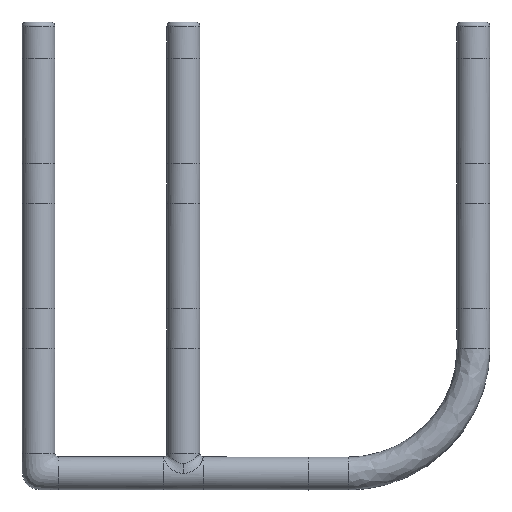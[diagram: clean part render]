
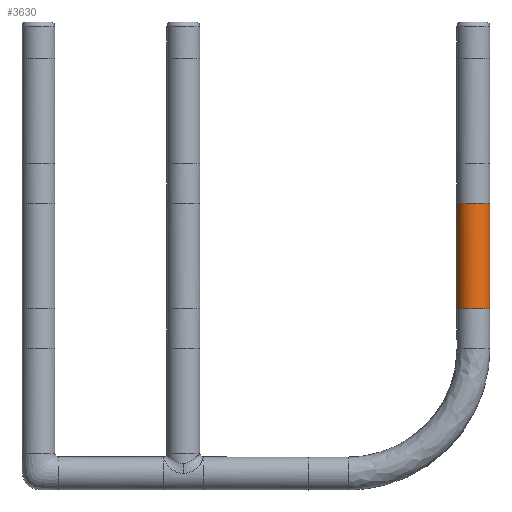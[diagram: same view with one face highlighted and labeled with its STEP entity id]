
A CAD part, top view. The second image highlights one B-rep face of the part: STEP entity #3630.
In plain terms, the highlighted cylindrical face has radius 12.5 mm (diameter 25 mm), a partial arc.
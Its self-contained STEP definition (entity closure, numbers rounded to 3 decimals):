
#3630=ADVANCED_FACE('',(#4030),#9414,.T.);
#4030=FACE_OUTER_BOUND('',#4444,.T.);
#4444=EDGE_LOOP('',(#5069,#5070,#5071,#5072));
#5069=ORIENTED_EDGE('',*,*,#6856,.T.);
#5070=ORIENTED_EDGE('',*,*,#6857,.T.);
#5071=ORIENTED_EDGE('',*,*,#6858,.T.);
#5072=ORIENTED_EDGE('',*,*,#6859,.T.);
#6856=EDGE_CURVE('',#8785,#8786,#8200,.T.);
#6857=EDGE_CURVE('',#8786,#8787,#7775,.T.);
#6858=EDGE_CURVE('',#8787,#8788,#8201,.T.);
#6859=EDGE_CURVE('',#8788,#8785,#7776,.T.);
#7775=(
BOUNDED_CURVE()
B_SPLINE_CURVE(2,(#21518,#21519,#21520,#21521,#21522),.UNSPECIFIED.,.F.,
 .F.)
B_SPLINE_CURVE_WITH_KNOTS((3,2,3),(0.,19.635,39.27),
 .UNSPECIFIED.)
CURVE()
GEOMETRIC_REPRESENTATION_ITEM()
RATIONAL_B_SPLINE_CURVE((1.,0.707,1.,0.707,1.))
REPRESENTATION_ITEM('')
);
#7776=(
BOUNDED_CURVE()
B_SPLINE_CURVE(2,(#21525,#21526,#21527,#21528,#21529),.UNSPECIFIED.,.F.,
 .F.)
B_SPLINE_CURVE_WITH_KNOTS((3,2,3),(0.,19.635,39.27),
 .UNSPECIFIED.)
CURVE()
GEOMETRIC_REPRESENTATION_ITEM()
RATIONAL_B_SPLINE_CURVE((1.,0.707,1.,0.707,1.))
REPRESENTATION_ITEM('')
);
#8200=B_SPLINE_CURVE_WITH_KNOTS('',1,(#21516,#21517),.UNSPECIFIED.,.F.,
 .F.,(2,2),(0.,79.6),.UNSPECIFIED.);
#8201=B_SPLINE_CURVE_WITH_KNOTS('',1,(#21523,#21524),.UNSPECIFIED.,.F.,
 .F.,(2,2),(0.,79.6),.UNSPECIFIED.);
#8785=VERTEX_POINT('',#20995);
#8786=VERTEX_POINT('',#20996);
#8787=VERTEX_POINT('',#20997);
#8788=VERTEX_POINT('',#20998);
#9414=CYLINDRICAL_SURFACE('',#9600,12.5);
#9600=AXIS2_PLACEMENT_3D('',#11678,#9845,$);
#9845=DIRECTION('',(0.,-1.,0.));
#11678=CARTESIAN_POINT('',(329.7,164.85,0.));
#20995=CARTESIAN_POINT('',(317.2,204.725,0.));
#20996=CARTESIAN_POINT('',(317.2,124.975,0.));
#20997=CARTESIAN_POINT('',(342.2,124.975,0.));
#20998=CARTESIAN_POINT('',(342.2,204.725,0.));
#21516=CARTESIAN_POINT('',(317.2,204.725,0.));
#21517=CARTESIAN_POINT('',(317.2,124.975,0.));
#21518=CARTESIAN_POINT('',(317.2,124.975,0.));
#21519=CARTESIAN_POINT('',(317.2,124.975,12.5));
#21520=CARTESIAN_POINT('',(329.7,124.975,12.5));
#21521=CARTESIAN_POINT('',(342.2,124.975,12.5));
#21522=CARTESIAN_POINT('',(342.2,124.975,0.));
#21523=CARTESIAN_POINT('',(342.2,124.975,0.));
#21524=CARTESIAN_POINT('',(342.2,204.725,0.));
#21525=CARTESIAN_POINT('',(342.2,204.725,0.));
#21526=CARTESIAN_POINT('',(342.2,204.725,12.5));
#21527=CARTESIAN_POINT('',(329.7,204.725,12.5));
#21528=CARTESIAN_POINT('',(317.2,204.725,12.5));
#21529=CARTESIAN_POINT('',(317.2,204.725,0.));
